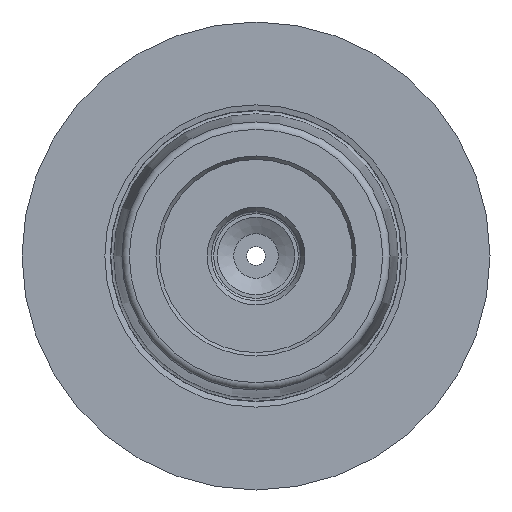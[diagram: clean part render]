
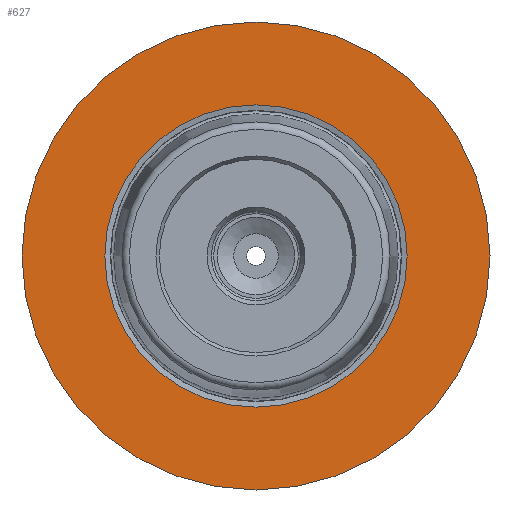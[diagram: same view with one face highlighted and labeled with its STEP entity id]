
A CAD part, left-side view. The second image highlights one B-rep face of the part: STEP entity #627.
In plain terms, the highlighted planar face has unit normal (-1, 0, 0).
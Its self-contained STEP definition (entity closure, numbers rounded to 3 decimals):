
#593=CARTESIAN_POINT('',(0.,20.35,0.0));
#594=VERTEX_POINT('',#593);
#595=CARTESIAN_POINT('',(0.,0.,0.0));
#596=DIRECTION('',(1.0,0.0,0.0));
#597=DIRECTION('',(0.0,1.0,0.0));
#598=AXIS2_PLACEMENT_3D('',#595,#596,#597);
#599=CIRCLE('',#598,20.35);
#600=EDGE_CURVE('',#594,#594,#599,.T.);
#608=CARTESIAN_POINT('',(0.,25.925,0.0));
#609=DIRECTION('',(-1.0,0.0,0.0));
#610=DIRECTION('',(0.0,0.0,1.0));
#611=AXIS2_PLACEMENT_3D('',#608,#609,#610);
#612=PLANE('',#611);
#613=CARTESIAN_POINT('',(0.,31.5,0.0));
#614=VERTEX_POINT('',#613);
#615=CARTESIAN_POINT('',(0.,0.,0.0));
#616=DIRECTION('',(1.0,0.0,0.0));
#617=DIRECTION('',(0.0,1.0,0.0));
#618=AXIS2_PLACEMENT_3D('',#615,#616,#617);
#619=CIRCLE('',#618,31.5);
#620=EDGE_CURVE('',#614,#614,#619,.T.);
#621=ORIENTED_EDGE('',*,*,#620,.F.);
#622=EDGE_LOOP('',(#621));
#623=FACE_OUTER_BOUND('',#622,.T.);
#624=ORIENTED_EDGE('',*,*,#600,.T.);
#625=EDGE_LOOP('',(#624));
#626=FACE_BOUND('',#625,.T.);
#627=ADVANCED_FACE('',(#623,#626),#612,.T.);
